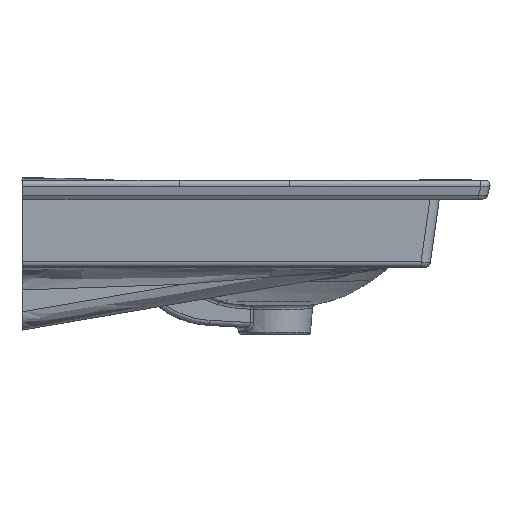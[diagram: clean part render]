
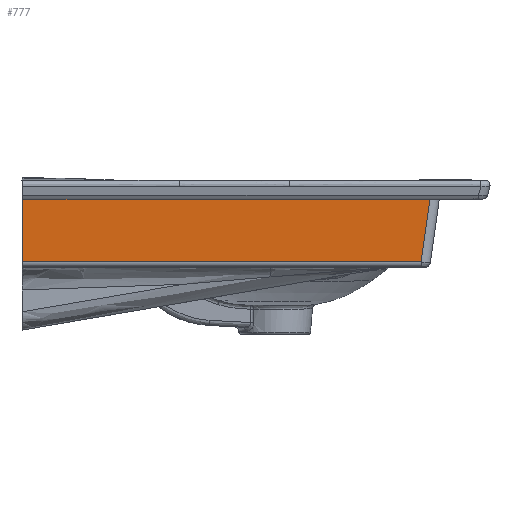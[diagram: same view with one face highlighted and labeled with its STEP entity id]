
A CAD part, left-side view. The second image highlights one B-rep face of the part: STEP entity #777.
In plain terms, the highlighted planar face has unit normal (-0.999, 0, -0.035).
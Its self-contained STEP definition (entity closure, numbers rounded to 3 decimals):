
#201=LINE('',#18681,#283);
#231=LINE('',#22139,#313);
#283=VECTOR('',#4491,1.);
#313=VECTOR('',#4707,1.);
#468=PLANE('',#4211);
#777=ADVANCED_FACE('',(#1053),#468,.T.);
#1053=FACE_OUTER_BOUND('',#1296,.T.);
#1296=EDGE_LOOP('',(#2128,#2129,#2130,#2131));
#2128=ORIENTED_EDGE('',*,*,#3462,.F.);
#2129=ORIENTED_EDGE('',*,*,#3459,.T.);
#2130=ORIENTED_EDGE('',*,*,#3287,.T.);
#2131=ORIENTED_EDGE('',*,*,#3463,.F.);
#2810=VERTEX_POINT('',#18682);
#2811=VERTEX_POINT('',#18683);
#2911=VERTEX_POINT('',#22140);
#2913=VERTEX_POINT('',#22149);
#3287=EDGE_CURVE('',#2810,#2811,#201,.T.);
#3459=EDGE_CURVE('',#2911,#2810,#231,.T.);
#3462=EDGE_CURVE('',#2911,#2913,#3870,.T.);
#3463=EDGE_CURVE('',#2913,#2811,#3871,.T.);
#3870=B_SPLINE_CURVE_WITH_KNOTS('',3,(#22145,#22146,#22147,#22148),
 .UNSPECIFIED.,.F.,.F.,(4,4),(0.,1.),.UNSPECIFIED.);
#3871=B_SPLINE_CURVE_WITH_KNOTS('',3,(#22150,#22151,#22152,#22153,#22154,
#22155,#22156,#22157,#22158,#22159),.UNSPECIFIED.,.F.,.F.,(4,2,2,2,4),(0.,
0.519,0.885,0.977,1.),.UNSPECIFIED.);
#4211=AXIS2_PLACEMENT_3D('',#22160,#4713,#4714);
#4491=DIRECTION('',(-0.035,-0.139,0.99));
#4707=DIRECTION('',(0.,-1.,0.));
#4713=DIRECTION('',(-0.999,0.,-0.035));
#4714=DIRECTION('',(-0.035,0.,0.999));
#18681=CARTESIAN_POINT('',(-546.943,-423.18,-110.126));
#18682=CARTESIAN_POINT('',(-547.743,-426.401,-87.209));
#18683=CARTESIAN_POINT('',(-550.166,-436.152,-17.826));
#22139=CARTESIAN_POINT('',(-547.743,-425.587,-87.209));
#22140=CARTESIAN_POINT('',(-547.743,0.,-87.209));
#22145=CARTESIAN_POINT('',(-547.743,0.,-87.209));
#22146=CARTESIAN_POINT('',(-548.55,0.,-64.081));
#22147=CARTESIAN_POINT('',(-549.358,0.,-40.953));
#22148=CARTESIAN_POINT('',(-550.166,0.,-17.826));
#22149=CARTESIAN_POINT('',(-550.166,0.,-17.826));
#22150=CARTESIAN_POINT('',(-550.166,0.,-17.826));
#22151=CARTESIAN_POINT('',(-550.166,-75.384,-17.826));
#22152=CARTESIAN_POINT('',(-550.166,-150.768,-17.826));
#22153=CARTESIAN_POINT('',(-550.166,-279.486,-17.826));
#22154=CARTESIAN_POINT('',(-550.166,-332.819,-17.826));
#22155=CARTESIAN_POINT('',(-550.166,-399.486,-17.826));
#22156=CARTESIAN_POINT('',(-550.166,-412.819,-17.826));
#22157=CARTESIAN_POINT('',(-550.166,-429.486,-17.826));
#22158=CARTESIAN_POINT('',(-550.166,-432.819,-17.826));
#22159=CARTESIAN_POINT('',(-550.166,-436.152,-17.826));
#22160=CARTESIAN_POINT('',(-549.066,10.,-49.321));
